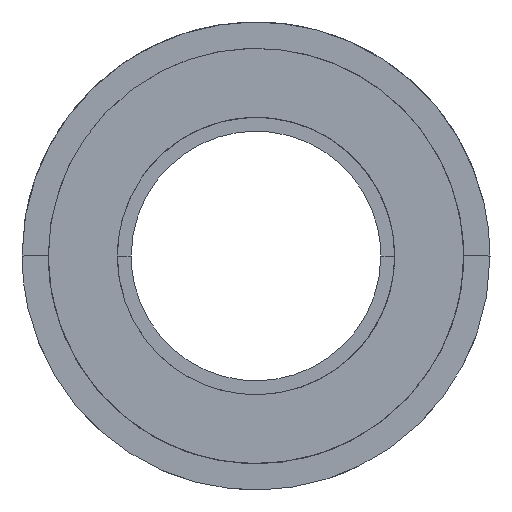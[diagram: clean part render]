
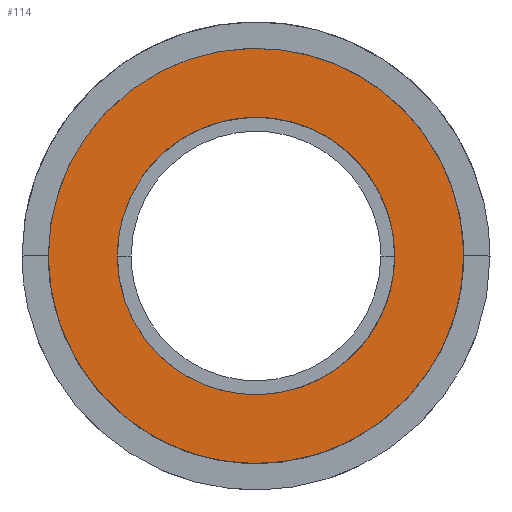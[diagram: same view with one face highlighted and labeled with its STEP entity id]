
A CAD part, left-side view. The second image highlights one B-rep face of the part: STEP entity #114.
In plain terms, the highlighted planar face has unit normal (-1, 0, 0).
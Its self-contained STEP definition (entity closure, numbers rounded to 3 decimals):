
#12=FACE_BOUND('',#196,.T.);
#14=PLANE('',#764);
#114=ADVANCED_FACE('',(#154,#12),#14,.T.);
#154=FACE_OUTER_BOUND('',#195,.T.);
#195=EDGE_LOOP('',(#345));
#196=EDGE_LOOP('',(#346));
#345=ORIENTED_EDGE('',*,*,#475,.F.);
#346=ORIENTED_EDGE('',*,*,#476,.F.);
#475=EDGE_CURVE('',#693,#693,#605,.T.);
#476=EDGE_CURVE('',#694,#694,#606,.T.);
#605=(
BOUNDED_CURVE()
B_SPLINE_CURVE(2,(#1661,#1662,#1663,#1664,#1665,#1666,#1667,#1668,#1669),
 .UNSPECIFIED.,.T.,.F.)
B_SPLINE_CURVE_WITH_KNOTS((3,2,2,2,3),(0.,10.458,20.915,
31.373,41.83),.UNSPECIFIED.)
CURVE()
GEOMETRIC_REPRESENTATION_ITEM()
RATIONAL_B_SPLINE_CURVE((1.,0.707,1.,0.707,1.,0.707,
1.,0.707,1.))
REPRESENTATION_ITEM('')
);
#606=(
BOUNDED_CURVE()
B_SPLINE_CURVE(2,(#1670,#1671,#1672,#1673,#1674,#1675,#1676,#1677,#1678),
 .UNSPECIFIED.,.T.,.F.)
B_SPLINE_CURVE_WITH_KNOTS((3,2,2,2,3),(41.83,48.809,
55.787,62.766,69.745),.UNSPECIFIED.)
CURVE()
GEOMETRIC_REPRESENTATION_ITEM()
RATIONAL_B_SPLINE_CURVE((1.,0.707,1.,0.707,1.,0.707,
1.,0.707,1.))
REPRESENTATION_ITEM('')
);
#693=VERTEX_POINT('',#1659);
#694=VERTEX_POINT('',#1660);
#764=AXIS2_PLACEMENT_3D('',#1658,#769,$);
#769=DIRECTION('',(-1.,0.,0.));
#1658=CARTESIAN_POINT('',(-22.,-2.196,-11.562));
#1659=CARTESIAN_POINT('',(-22.,5.503,3.746));
#1660=CARTESIAN_POINT('',(-22.,3.673,2.5));
#1661=CARTESIAN_POINT('',(-22.,5.503,3.746));
#1662=CARTESIAN_POINT('',(-22.,1.757,9.25));
#1663=CARTESIAN_POINT('',(-22.,-3.746,5.503));
#1664=CARTESIAN_POINT('',(-22.,-9.25,1.757));
#1665=CARTESIAN_POINT('',(-22.,-5.503,-3.746));
#1666=CARTESIAN_POINT('',(-22.,-1.757,-9.25));
#1667=CARTESIAN_POINT('',(-22.,3.746,-5.503));
#1668=CARTESIAN_POINT('',(-22.,9.25,-1.757));
#1669=CARTESIAN_POINT('',(-22.,5.503,3.746));
#1670=CARTESIAN_POINT('',(-22.,3.673,2.5));
#1671=CARTESIAN_POINT('',(-22.,6.173,-1.173));
#1672=CARTESIAN_POINT('',(-22.,2.5,-3.673));
#1673=CARTESIAN_POINT('',(-22.,-1.173,-6.173));
#1674=CARTESIAN_POINT('',(-22.,-3.673,-2.5));
#1675=CARTESIAN_POINT('',(-22.,-6.173,1.173));
#1676=CARTESIAN_POINT('',(-22.,-2.5,3.673));
#1677=CARTESIAN_POINT('',(-22.,1.173,6.173));
#1678=CARTESIAN_POINT('',(-22.,3.673,2.5));
